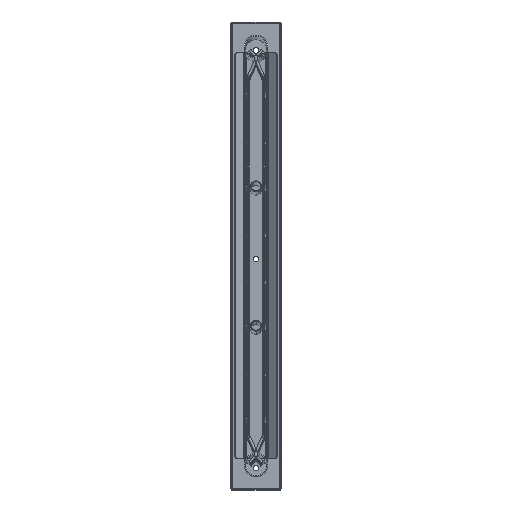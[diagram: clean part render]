
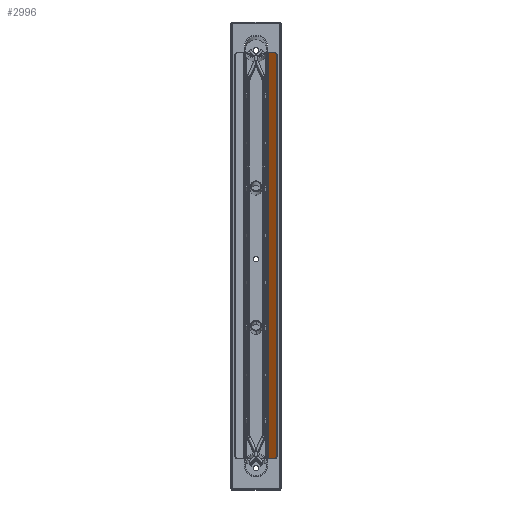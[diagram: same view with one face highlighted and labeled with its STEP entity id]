
A CAD part, top view. The second image highlights one B-rep face of the part: STEP entity #2996.
In plain terms, the highlighted face is planar.
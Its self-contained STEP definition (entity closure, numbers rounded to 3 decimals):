
#943 = LINE ( 'NONE', #20283, #16951 ) ;
#1641 = DIRECTION ( 'NONE',  ( 0.766, -0.643, 0. ) ) ;
#2272 = VERTEX_POINT ( 'NONE', #25876 ) ;
#2654 = DIRECTION ( 'NONE',  ( 0., 0., -1. ) ) ;
#2854 = CARTESIAN_POINT ( 'NONE',  ( 22.491, -155.142, 213.813 ) ) ;
#2996 = ADVANCED_FACE ( 'NONE', ( #18456 ), #6166, .F. ) ;
#3302 = DIRECTION ( 'NONE',  ( -0.766, 0.643, 0. ) ) ;
#3536 = VECTOR ( 'NONE', #18054, 1000. ) ;
#5079 = ORIENTED_EDGE ( 'NONE', *, *, #8633, .T. ) ;
#5629 = CIRCLE ( 'NONE', #12859, 5. ) ;
#6166 = PLANE ( 'NONE',  #23543 ) ;
#6175 = EDGE_CURVE ( 'NONE', #26407, #18363, #12081, .T. ) ;
#6474 = CIRCLE ( 'NONE', #10964, 5. ) ;
#7348 = VECTOR ( 'NONE', #1641, 1000. ) ;
#7654 = EDGE_CURVE ( 'NONE', #2272, #22983, #9415, .T. ) ;
#7711 = DIRECTION ( 'NONE',  ( -0.766, 0.643, 0. ) ) ;
#8219 = ORIENTED_EDGE ( 'NONE', *, *, #6175, .T. ) ;
#8556 = EDGE_CURVE ( 'NONE', #2272, #26407, #24409, .T. ) ;
#8633 = EDGE_CURVE ( 'NONE', #15752, #22983, #6474, .T. ) ;
#8813 = CARTESIAN_POINT ( 'NONE',  ( 22.491, -155.142, -213.813 ) ) ;
#9415 = LINE ( 'NONE', #25088, #3536 ) ;
#9697 = CARTESIAN_POINT ( 'NONE',  ( 18.66, -151.928, 213.813 ) ) ;
#10964 = AXIS2_PLACEMENT_3D ( 'NONE', #9697, #16365, #18615 ) ;
#12081 = LINE ( 'NONE', #23519, #7348 ) ;
#12859 = AXIS2_PLACEMENT_3D ( 'NONE', #24740, #20518, #3302 ) ;
#15526 = CARTESIAN_POINT ( 'NONE',  ( 12.072, -146.399, 218.813 ) ) ;
#15752 = VERTEX_POINT ( 'NONE', #2854 ) ;
#15976 = CARTESIAN_POINT ( 'NONE',  ( 12.072, -146.399, -218.813 ) ) ;
#16365 = DIRECTION ( 'NONE',  ( -0.643, -0.766, 0. ) ) ;
#16564 = EDGE_CURVE ( 'NONE', #18363, #17688, #5629, .T. ) ;
#16852 = VECTOR ( 'NONE', #19900, 1000. ) ;
#16951 = VECTOR ( 'NONE', #2654, 1000. ) ;
#17688 = VERTEX_POINT ( 'NONE', #8813 ) ;
#18054 = DIRECTION ( 'NONE',  ( 0.766, -0.643, 0. ) ) ;
#18363 = VERTEX_POINT ( 'NONE', #25511 ) ;
#18456 = FACE_OUTER_BOUND ( 'NONE', #21840, .T. ) ;
#18615 = DIRECTION ( 'NONE',  ( -0.766, 0.643, 0. ) ) ;
#19689 = ORIENTED_EDGE ( 'NONE', *, *, #7654, .F. ) ;
#19900 = DIRECTION ( 'NONE',  ( 0., 0., -1. ) ) ;
#20283 = CARTESIAN_POINT ( 'NONE',  ( 22.491, -155.142, 218.813 ) ) ;
#20518 = DIRECTION ( 'NONE',  ( -0.643, -0.766, 0. ) ) ;
#20566 = CARTESIAN_POINT ( 'NONE',  ( 18.66, -151.928, 218.813 ) ) ;
#20845 = CARTESIAN_POINT ( 'NONE',  ( 22.491, -155.142, 218.813 ) ) ;
#20925 = ORIENTED_EDGE ( 'NONE', *, *, #8556, .T. ) ;
#21840 = EDGE_LOOP ( 'NONE', ( #27732, #5079, #19689, #20925, #8219, #27529 ) ) ;
#22870 = EDGE_CURVE ( 'NONE', #15752, #17688, #943, .T. ) ;
#22983 = VERTEX_POINT ( 'NONE', #20566 ) ;
#23519 = CARTESIAN_POINT ( 'NONE',  ( 22.491, -155.142, -218.813 ) ) ;
#23543 = AXIS2_PLACEMENT_3D ( 'NONE', #20845, #25492, #7711 ) ;
#24409 = LINE ( 'NONE', #15526, #16852 ) ;
#24740 = CARTESIAN_POINT ( 'NONE',  ( 18.66, -151.928, -213.813 ) ) ;
#25088 = CARTESIAN_POINT ( 'NONE',  ( 22.491, -155.142, 218.813 ) ) ;
#25492 = DIRECTION ( 'NONE',  ( 0.643, 0.766, 0. ) ) ;
#25511 = CARTESIAN_POINT ( 'NONE',  ( 18.66, -151.928, -218.813 ) ) ;
#25876 = CARTESIAN_POINT ( 'NONE',  ( 12.072, -146.399, 218.813 ) ) ;
#26407 = VERTEX_POINT ( 'NONE', #15976 ) ;
#27529 = ORIENTED_EDGE ( 'NONE', *, *, #16564, .T. ) ;
#27732 = ORIENTED_EDGE ( 'NONE', *, *, #22870, .F. ) ;
